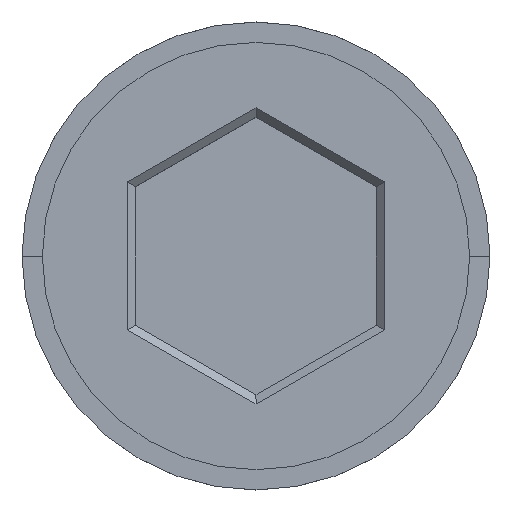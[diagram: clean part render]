
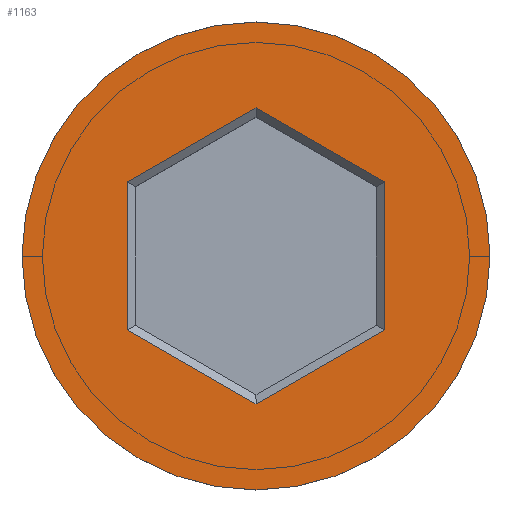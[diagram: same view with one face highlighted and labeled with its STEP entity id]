
A CAD part, top view. The second image highlights one B-rep face of the part: STEP entity #1163.
In plain terms, the highlighted planar face has unit normal (0, 0, 1).
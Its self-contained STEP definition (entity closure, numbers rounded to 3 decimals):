
#19 = FACE_OUTER_BOUND ( 'NONE', #1044, .T. ) ;
#29 = LINE ( 'NONE', #748, #1241 ) ;
#86 = ORIENTED_EDGE ( 'NONE', *, *, #560, .T. ) ;
#103 = ORIENTED_EDGE ( 'NONE', *, *, #1351, .T. ) ;
#159 = VERTEX_POINT ( 'NONE', #267 ) ;
#169 = VERTEX_POINT ( 'NONE', #1357 ) ;
#178 = EDGE_CURVE ( 'NONE', #696, #536, #586, .T. ) ;
#203 = VERTEX_POINT ( 'NONE', #1269 ) ;
#242 = PLANE ( 'NONE',  #273 ) ;
#252 = EDGE_CURVE ( 'NONE', #1179, #357, #297, .T. ) ;
#258 = EDGE_CURVE ( 'NONE', #536, #989, #1292, .T. ) ;
#267 = CARTESIAN_POINT ( 'NONE',  ( 5.75, 0., 0. ) ) ;
#273 = AXIS2_PLACEMENT_3D ( 'NONE', #682, #468, #1385 ) ;
#295 = CARTESIAN_POINT ( 'NONE',  ( 3.15, -1.819, 0. ) ) ;
#297 = LINE ( 'NONE', #313, #1325 ) ;
#312 = EDGE_CURVE ( 'NONE', #169, #696, #1053, .T. ) ;
#313 = CARTESIAN_POINT ( 'NONE',  ( 3.15, -1.703, 0. ) ) ;
#314 = CARTESIAN_POINT ( 'NONE',  ( 0.1, -3.58, 0. ) ) ;
#317 = CARTESIAN_POINT ( 'NONE',  ( 0., 3.637, 0. ) ) ;
#347 = AXIS2_PLACEMENT_3D ( 'NONE', #791, #570, #918 ) ;
#357 = VERTEX_POINT ( 'NONE', #295 ) ;
#382 = DIRECTION ( 'NONE',  ( 1., 0., 0. ) ) ;
#412 = DIRECTION ( 'NONE',  ( 0.866, -0.5, 0. ) ) ;
#424 = DIRECTION ( 'NONE',  ( 0., 1., 0. ) ) ;
#428 = ORIENTED_EDGE ( 'NONE', *, *, #252, .T. ) ;
#468 = DIRECTION ( 'NONE',  ( 0., 0., 1. ) ) ;
#492 = ORIENTED_EDGE ( 'NONE', *, *, #493, .T. ) ;
#493 = EDGE_CURVE ( 'NONE', #159, #203, #561, .T. ) ;
#508 = ORIENTED_EDGE ( 'NONE', *, *, #258, .T. ) ;
#536 = VERTEX_POINT ( 'NONE', #806 ) ;
#560 = EDGE_CURVE ( 'NONE', #989, #1179, #29, .T. ) ;
#561 = CIRCLE ( 'NONE', #996, 5.75 ) ;
#570 = DIRECTION ( 'NONE',  ( 0., 0., 1. ) ) ;
#572 = VECTOR ( 'NONE', #424, 1000. ) ;
#586 = LINE ( 'NONE', #1024, #572 ) ;
#598 = CARTESIAN_POINT ( 'NONE',  ( 3.15, 1.819, 0. ) ) ;
#608 = CARTESIAN_POINT ( 'NONE',  ( -3.15, -1.819, 0. ) ) ;
#611 = DIRECTION ( 'NONE',  ( 0.866, 0.5, 0. ) ) ;
#624 = ORIENTED_EDGE ( 'NONE', *, *, #178, .T. ) ;
#682 = CARTESIAN_POINT ( 'NONE',  ( 0., 0., 0. ) ) ;
#696 = VERTEX_POINT ( 'NONE', #608 ) ;
#722 = CARTESIAN_POINT ( 'NONE',  ( -0.1, 3.58, 0. ) ) ;
#748 = CARTESIAN_POINT ( 'NONE',  ( 3.05, 1.876, 0. ) ) ;
#756 = EDGE_CURVE ( 'NONE', #203, #159, #1364, .T. ) ;
#773 = LINE ( 'NONE', #314, #1345 ) ;
#791 = CARTESIAN_POINT ( 'NONE',  ( 0., 0., 0. ) ) ;
#801 = ORIENTED_EDGE ( 'NONE', *, *, #312, .T. ) ;
#806 = CARTESIAN_POINT ( 'NONE',  ( -3.15, 1.819, 0. ) ) ;
#837 = DIRECTION ( 'NONE',  ( 0., -1., 0. ) ) ;
#847 = DIRECTION ( 'NONE',  ( -0.866, 0.5, 0. ) ) ;
#855 = DIRECTION ( 'NONE',  ( -0.866, -0.5, 0. ) ) ;
#896 = EDGE_LOOP ( 'NONE', ( #801, #624, #508, #86, #428, #103 ) ) ;
#915 = ORIENTED_EDGE ( 'NONE', *, *, #756, .T. ) ;
#918 = DIRECTION ( 'NONE',  ( 1., 0., 0. ) ) ;
#935 = DIRECTION ( 'NONE',  ( 0., 0., 1. ) ) ;
#938 = CARTESIAN_POINT ( 'NONE',  ( -3.05, -1.876, 0. ) ) ;
#989 = VERTEX_POINT ( 'NONE', #317 ) ;
#996 = AXIS2_PLACEMENT_3D ( 'NONE', #1125, #935, #382 ) ;
#1024 = CARTESIAN_POINT ( 'NONE',  ( -3.15, 1.703, 0. ) ) ;
#1044 = EDGE_LOOP ( 'NONE', ( #492, #915 ) ) ;
#1053 = LINE ( 'NONE', #938, #1394 ) ;
#1125 = CARTESIAN_POINT ( 'NONE',  ( 0., 0., 0. ) ) ;
#1163 = ADVANCED_FACE ( 'NONE', ( #1213, #19 ), #242, .T. ) ;
#1179 = VERTEX_POINT ( 'NONE', #598 ) ;
#1213 = FACE_BOUND ( 'NONE', #896, .T. ) ;
#1241 = VECTOR ( 'NONE', #412, 1000. ) ;
#1269 = CARTESIAN_POINT ( 'NONE',  ( -5.75, 0., 0. ) ) ;
#1292 = LINE ( 'NONE', #722, #1388 ) ;
#1325 = VECTOR ( 'NONE', #837, 1000. ) ;
#1345 = VECTOR ( 'NONE', #855, 1000. ) ;
#1351 = EDGE_CURVE ( 'NONE', #357, #169, #773, .T. ) ;
#1357 = CARTESIAN_POINT ( 'NONE',  ( 0., -3.637, 0. ) ) ;
#1364 = CIRCLE ( 'NONE', #347, 5.75 ) ;
#1385 = DIRECTION ( 'NONE',  ( 1., 0., 0. ) ) ;
#1388 = VECTOR ( 'NONE', #611, 1000. ) ;
#1394 = VECTOR ( 'NONE', #847, 1000. ) ;
